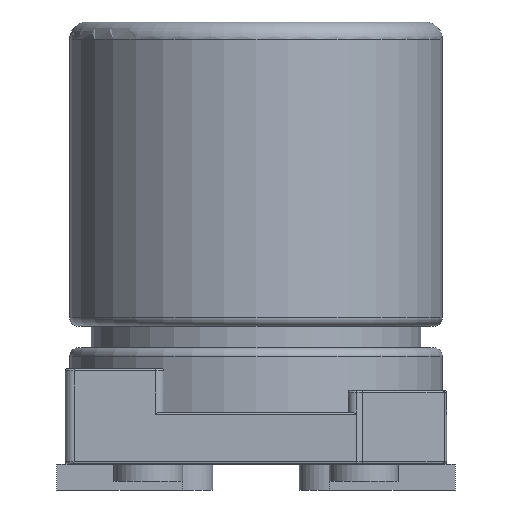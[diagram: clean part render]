
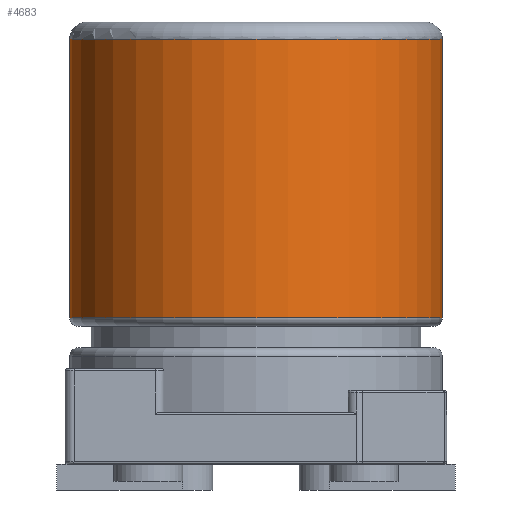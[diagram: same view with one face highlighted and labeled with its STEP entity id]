
A CAD part, front view. The second image highlights one B-rep face of the part: STEP entity #4683.
In plain terms, the highlighted cylindrical face has radius 2.15 mm (diameter 4.3 mm), a full revolution.
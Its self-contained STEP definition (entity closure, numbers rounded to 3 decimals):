
#571=LINE('',#9226,#907);
#907=VECTOR('',#5877,2.15);
#953=CYLINDRICAL_SURFACE('',#4976,2.15);
#1210=FACE_OUTER_BOUND('',#1482,.T.);
#1482=EDGE_LOOP('',(#4384,#4385,#4386,#4387,#4388,#4389));
#1842=CIRCLE('',#4973,2.15);
#1843=CIRCLE('',#4974,2.15);
#1845=CIRCLE('',#4977,2.15);
#1846=CIRCLE('',#4978,2.15);
#2299=VERTEX_POINT('',#9216);
#2300=VERTEX_POINT('',#9217);
#2301=VERTEX_POINT('',#9222);
#2302=VERTEX_POINT('',#9223);
#2995=EDGE_CURVE('',#2299,#2300,#1842,.T.);
#2996=EDGE_CURVE('',#2300,#2299,#1843,.T.);
#2998=EDGE_CURVE('',#2301,#2302,#1845,.T.);
#2999=EDGE_CURVE('',#2302,#2301,#1846,.T.);
#3000=EDGE_CURVE('',#2302,#2300,#571,.T.);
#4384=ORIENTED_EDGE('',*,*,#2998,.F.);
#4385=ORIENTED_EDGE('',*,*,#2999,.F.);
#4386=ORIENTED_EDGE('',*,*,#3000,.T.);
#4387=ORIENTED_EDGE('',*,*,#2996,.T.);
#4388=ORIENTED_EDGE('',*,*,#2995,.T.);
#4389=ORIENTED_EDGE('',*,*,#3000,.F.);
#4683=ADVANCED_FACE('',(#1210),#953,.T.);
#4973=AXIS2_PLACEMENT_3D('',#9218,#5865,#5866);
#4974=AXIS2_PLACEMENT_3D('',#9219,#5867,#5868);
#4976=AXIS2_PLACEMENT_3D('',#9221,#5871,#5872);
#4977=AXIS2_PLACEMENT_3D('',#9224,#5873,#5874);
#4978=AXIS2_PLACEMENT_3D('',#9225,#5875,#5876);
#5865=DIRECTION('center_axis',(0.,0.,1.));
#5866=DIRECTION('ref_axis',(1.,0.,0.));
#5867=DIRECTION('center_axis',(0.,0.,1.));
#5868=DIRECTION('ref_axis',(1.,0.,0.));
#5871=DIRECTION('center_axis',(0.,0.,1.));
#5872=DIRECTION('ref_axis',(1.,0.,0.));
#5873=DIRECTION('center_axis',(0.,0.,1.));
#5874=DIRECTION('ref_axis',(1.,0.,0.));
#5875=DIRECTION('center_axis',(0.,0.,1.));
#5876=DIRECTION('ref_axis',(1.,0.,0.));
#5877=DIRECTION('',(0.,0.,-1.));
#9216=CARTESIAN_POINT('',(2.15,0.,1.99));
#9217=CARTESIAN_POINT('',(-2.15,0.,1.99));
#9218=CARTESIAN_POINT('Origin',(0.,0.,1.99));
#9219=CARTESIAN_POINT('Origin',(0.,0.,1.99));
#9221=CARTESIAN_POINT('Origin',(0.,0.,3.595));
#9222=CARTESIAN_POINT('',(2.15,0.,5.2));
#9223=CARTESIAN_POINT('',(-2.15,0.,5.2));
#9224=CARTESIAN_POINT('Origin',(0.,0.,5.2));
#9225=CARTESIAN_POINT('Origin',(0.,0.,5.2));
#9226=CARTESIAN_POINT('',(-2.15,0.,3.595));
